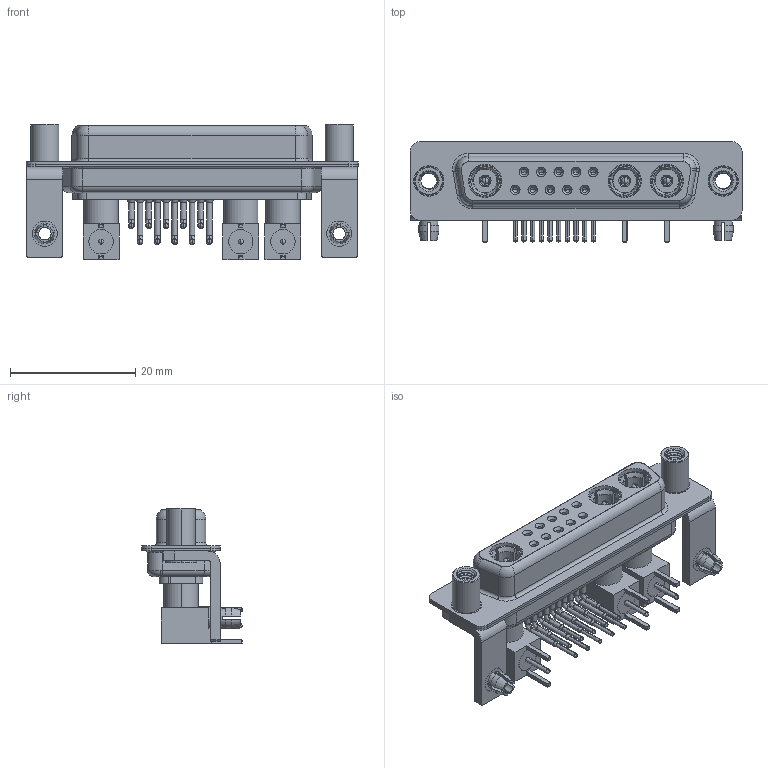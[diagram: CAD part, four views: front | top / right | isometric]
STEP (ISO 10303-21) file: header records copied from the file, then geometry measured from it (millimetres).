
FILE_DESCRIPTION (( 'STEP AP203' ), '1' );
FILE_NAME ('630-13W3240-5TD.STEP', '2022-06-01T13:40:12', ( '' ), ( '' ), 'SwSTEP 2.0', 'SolidWorks 2020', '' );
FILE_SCHEMA (( 'CONFIG_CONTROL_DESIGN' ));
Length unit declared in the file: millimetre
Products named in the file (18): 630Combo Threaded Standoff_D; 630Combo Contact Row 1; Pin_RA; Locking Collar; Co-Ax Plug Assy_RA; 630Combo Housing_13W3; 630Combo Stabilizer Bracket; 630Combo Board Lock; RA Back Shell; 630-13W3240-5TD; 630Combo Contact Row 2; 630Combo Shell Rear_25 Contacts; Insulator Pin_Straight PC Tail; Insulator RA Pin; Co-Ax Plug_RA PC Tail; 630Combo Shell Front_25 Contacts
Assembly tree (40 placements, depth 3):
  630-13W3240-5TD
    630Combo Housing_13W3
    630Combo Shell Front_25 Contacts
    630Combo Shell Rear_25 Contacts
    630Combo Stabilizer Bracket  x2
    630Combo Board Lock  x2
    630Combo Threaded Standoff_D  x2
    Co-Ax Plug Assy_RA
      Co-Ax Plug_RA PC Tail
      Insulator Pin_Straight PC Tail
      Pin_RA
      Locking Collar
      RA Back Shell
      Insulator RA Pin
    Co-Ax Plug Assy_RA
      Co-Ax Plug_RA PC Tail
      Insulator Pin_Straight PC Tail
      Pin_RA
      Locking Collar
      RA Back Shell
      Insulator RA Pin
    Co-Ax Plug Assy_RA
      Co-Ax Plug_RA PC Tail
      Insulator Pin_Straight PC Tail
      Pin_RA
      Locking Collar
      RA Back Shell
      Insulator RA Pin
    630Combo Contact Row 1  x5
    630Combo Contact Row 2  x5
Bounding box: 53.05 x 16 x 21.61 mm (x, y, z)
Volume: 4942.2 mm3; surface area: 12018.4 mm2
Topology: 37 solids, 37 shells, 1503 faces, 3752 edges, 2368 vertices
Faces by surface type: cylinder 666, plane 488, cone 213, torus 75, bspline 49, sphere 12
Entity records: 26741 total; most frequent: CARTESIAN_POINT 6631, DIRECTION 3956, ORIENTED_EDGE 3520, EDGE_CURVE 1760, AXIS2_PLACEMENT_3D 1603, VERTEX_POINT 1123, EDGE_LOOP 847, CIRCLE 840
